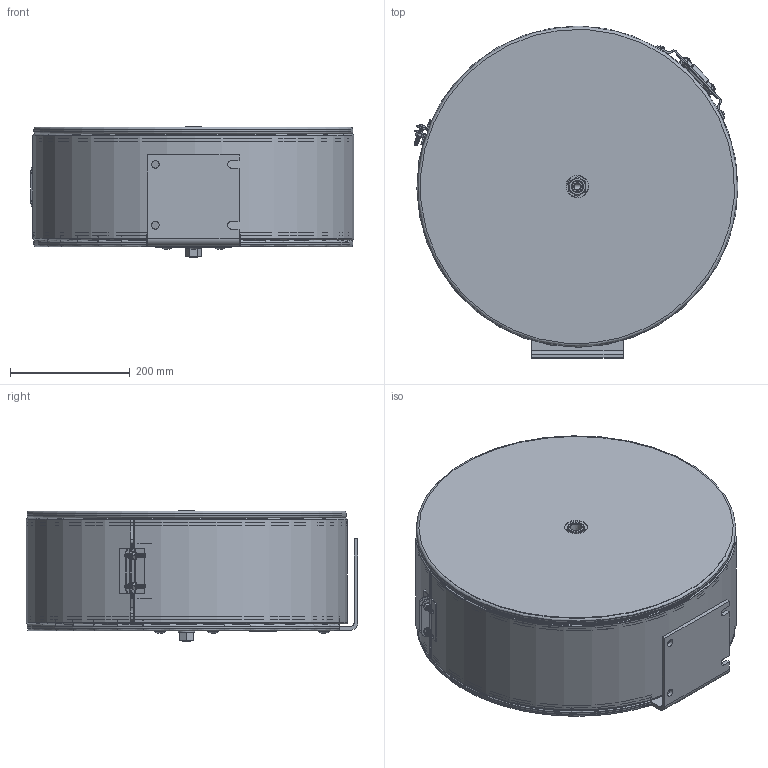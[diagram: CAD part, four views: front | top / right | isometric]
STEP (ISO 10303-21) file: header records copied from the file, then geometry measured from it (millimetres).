
FILE_DESCRIPTION((''),'2;1');
FILE_NAME('EN-N-450_SHARED.stp','2013-07-24T09:58:25',('JKucera'),(''),'Autodesk Inventor 2013','Autodesk Inventor 2013','');
FILE_SCHEMA(('AUTOMOTIVE_DESIGN { 1 0 10303 214 1 1 1 1 }'));
Length unit declared in the file: inch
Products named in the file (1): EN-N-450_SHARED
Bounding box: 540.51 x 553.66 x 217.42 mm (x, y, z)
Surface area: 3214072.4 mm2 (no closed solid volume)
Topology: 0 solids, 34 shells, 2236 faces, 6415 edges, 4351 vertices
Faces by surface type: plane 973, cylinder 489, bspline 468, cone 175, torus 108, sphere 23
Full cylindrical faces by diameter (mm): 4.826 x4, 4.978 x2, 5.08 x1, 5.588 x16, 6.096 x1, 7.112 x4, 7.137 x4, 7.239 x2, 7.747 x5, 7.798 x1, 7.874 x12, 7.938 x1, 9.525 x1, 10.414 x1, 11.176 x6, 12.7 x3, 14.554 x2, 15.875 x2, 16.256 x1, 17.399 x1, 17.882 x1, 19.05 x4, 19.253 x3, 23.876 x1, 25.324 x5, 25.362 x1, 25.4 x1, 26.314 x1, 27.94 x2, 28.575 x1
Entity records: 83444 total; most frequent: CARTESIAN_POINT 27604, ORIENTED_EDGE 12066, DIRECTION 9289, EDGE_CURVE 6033, VERTEX_POINT 4304, AXIS2_PLACEMENT_3D 3172, VECTOR 2945, LINE 2945
